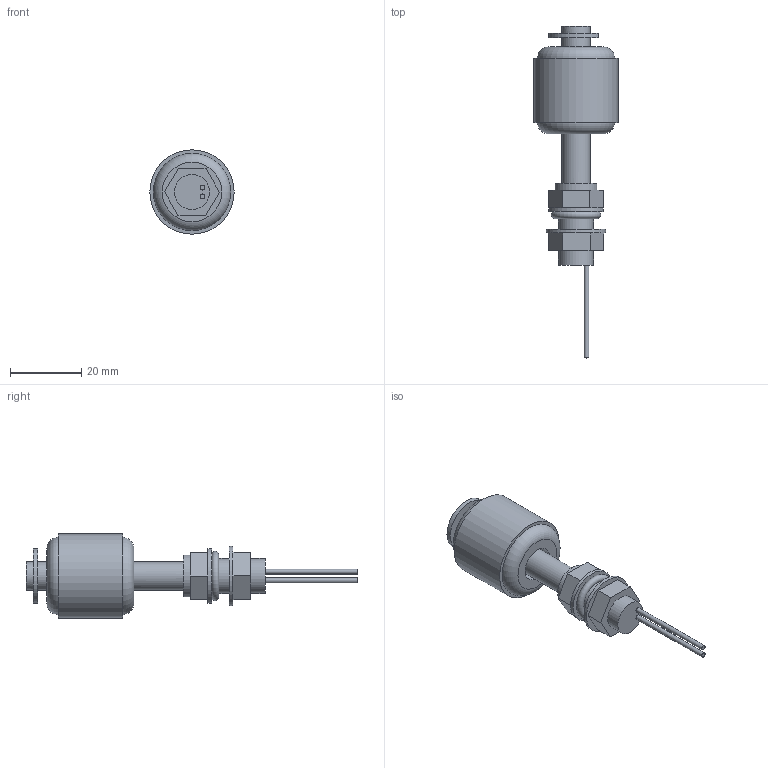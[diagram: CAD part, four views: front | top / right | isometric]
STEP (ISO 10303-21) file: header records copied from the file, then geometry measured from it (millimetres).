
FILE_DESCRIPTION(/* description */ (''),/* implementation_level */ '2;1');
FILE_NAME(/* name */ 'Water Level Sensor.stp',/* time_stamp */ '2023-02-20T21:39:35+03:00',/* author */ ('Tasya'),/* organization */ (''),/* preprocessor_version */ 'ST-DEVELOPER v18.1',/* originating_system */ 'Autodesk Inventor 2021',/* authorisation */ '');
FILE_SCHEMA (('AUTOMOTIVE_DESIGN { 1 0 10303 214 3 1 1 }'));
Length unit declared in the file: millimetre
Products named in the file (1): Water Level Sensor
Bounding box: 23.59 x 92.93 x 23.59 mm (x, y, z)
Volume: 13402.4 mm3; surface area: 6394.6 mm2
Topology: 5 solids, 5 shells, 47 faces, 106 edges, 77 vertices
Faces by surface type: plane 33, cylinder 11, torus 3
Full cylindrical faces by diameter (mm): 1.35 x2, 7.88 x1, 9.7 x1, 9.8 x2, 11.68 x1, 15.28 x1, 16.64 x1, 23.59 x1
Entity records: 1434 total; most frequent: DIRECTION 254, CARTESIAN_POINT 231, ORIENTED_EDGE 212, EDGE_CURVE 106, AXIS2_PLACEMENT_3D 100, VERTEX_POINT 77, EDGE_LOOP 59, LINE 54
